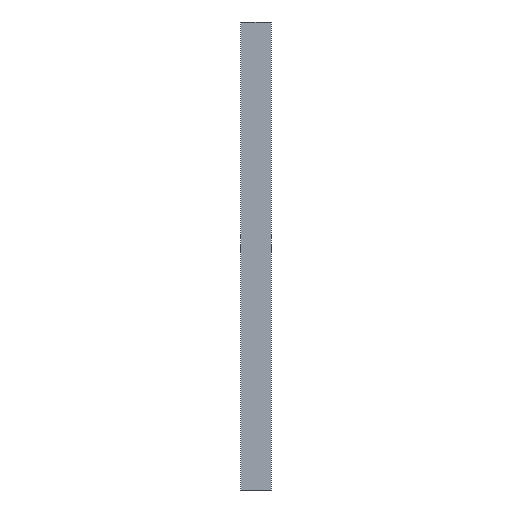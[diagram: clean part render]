
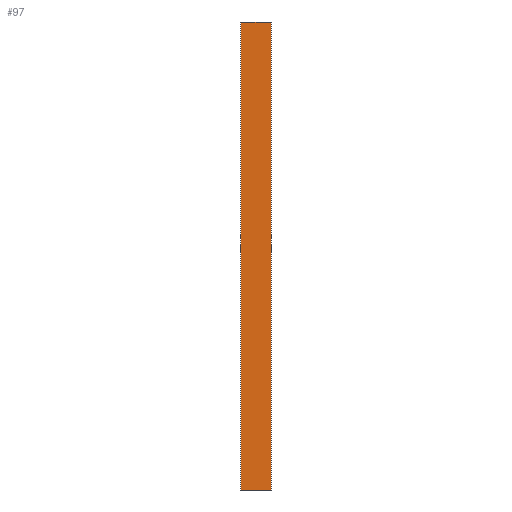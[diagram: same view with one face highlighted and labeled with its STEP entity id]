
A CAD part, front view. The second image highlights one B-rep face of the part: STEP entity #97.
In plain terms, the highlighted planar face has unit normal (0, -1, 0).
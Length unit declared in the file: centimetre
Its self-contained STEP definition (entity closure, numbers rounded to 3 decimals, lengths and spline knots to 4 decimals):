
#20=FACE_OUTER_BOUND('',#26,.T.);
#26=EDGE_LOOP('',(#76,#77,#78,#79));
#30=LINE('',#161,#36);
#32=LINE('',#177,#38);
#33=LINE('',#180,#39);
#34=LINE('',#181,#40);
#36=VECTOR('',#133,1.);
#38=VECTOR('',#139,1.);
#39=VECTOR('',#142,1.);
#40=VECTOR('',#143,1.);
#50=VERTEX_POINT('',#158);
#51=VERTEX_POINT('',#160);
#53=VERTEX_POINT('',#175);
#54=VERTEX_POINT('',#179);
#58=EDGE_CURVE('',#50,#51,#30,.T.);
#62=EDGE_CURVE('',#50,#53,#32,.T.);
#63=EDGE_CURVE('',#54,#53,#33,.T.);
#64=EDGE_CURVE('',#51,#54,#34,.T.);
#76=ORIENTED_EDGE('',*,*,#62,.T.);
#77=ORIENTED_EDGE('',*,*,#63,.F.);
#78=ORIENTED_EDGE('',*,*,#64,.F.);
#79=ORIENTED_EDGE('',*,*,#58,.F.);
#93=PLANE('',#120);
#97=ADVANCED_FACE('',(#20),#93,.T.);
#120=AXIS2_PLACEMENT_3D('',#178,#140,#141);
#133=DIRECTION('',(-1.,0.,0.));
#139=DIRECTION('',(0.,0.,1.));
#140=DIRECTION('center_axis',(0.,-1.,0.));
#141=DIRECTION('ref_axis',(1.,0.,0.));
#142=DIRECTION('',(1.,0.,0.));
#143=DIRECTION('',(0.,0.,1.));
#158=CARTESIAN_POINT('',(0.0033,-0.0025,-0.05));
#160=CARTESIAN_POINT('',(-0.0033,-0.0025,-0.05));
#161=CARTESIAN_POINT('',(-0.25,-0.0025,-0.05));
#175=CARTESIAN_POINT('',(0.0033,-0.0025,0.05));
#177=CARTESIAN_POINT('',(0.0033,-0.0025,0.));
#178=CARTESIAN_POINT('Origin',(-0.0033,-0.0025,0.));
#179=CARTESIAN_POINT('',(-0.0033,-0.0025,0.05));
#180=CARTESIAN_POINT('',(-0.25,-0.0025,0.05));
#181=CARTESIAN_POINT('',(-0.0033,-0.0025,0.));
